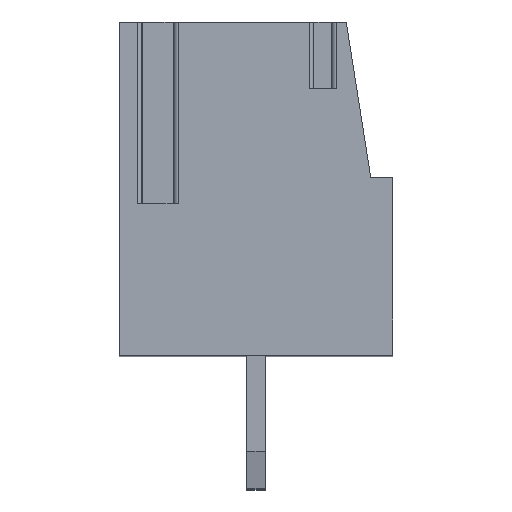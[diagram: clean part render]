
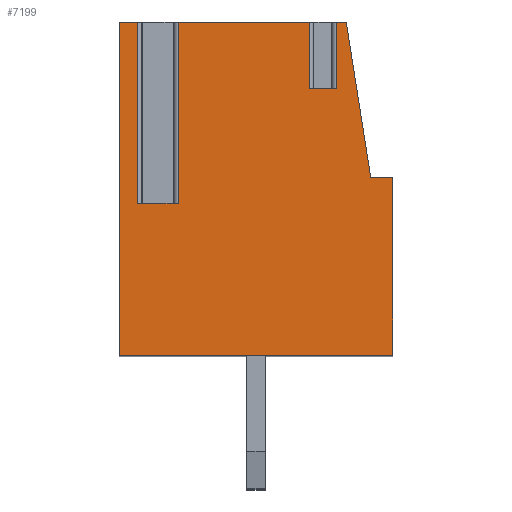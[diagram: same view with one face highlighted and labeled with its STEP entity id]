
A CAD part, top view. The second image highlights one B-rep face of the part: STEP entity #7199.
In plain terms, the highlighted planar face has unit normal (0, 0, 1).
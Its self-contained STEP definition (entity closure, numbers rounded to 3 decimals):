
#2045=DIRECTION('',(0.,1.,0.));
#2046=VECTOR('',#2045,1.8);
#2047=CARTESIAN_POINT('',(1.436,2.4,1.905));
#2048=LINE('',#2047,#2046);
#2049=DIRECTION('',(0.,1.,0.));
#2050=VECTOR('',#2049,1.8);
#2051=CARTESIAN_POINT('',(2.164,2.4,1.905));
#2052=LINE('',#2051,#2050);
#2053=DIRECTION('',(-1.,0.,0.));
#2054=VECTOR('',#2053,0.276);
#2055=CARTESIAN_POINT('',(2.44,4.2,1.905));
#2056=LINE('',#2055,#2054);
#2057=DIRECTION('',(-0.155,0.988,0.));
#2058=VECTOR('',#2057,4.252);
#2059=CARTESIAN_POINT('',(3.1,0.,1.905));
#2060=LINE('',#2059,#2058);
#2061=DIRECTION('',(-1.,0.,0.));
#2062=VECTOR('',#2061,0.6);
#2063=CARTESIAN_POINT('',(3.7,0.,1.905));
#2064=LINE('',#2063,#2062);
#2065=DIRECTION('',(0.,1.,0.));
#2066=VECTOR('',#2065,4.8);
#2067=CARTESIAN_POINT('',(3.7,-4.8,1.905));
#2068=LINE('',#2067,#2066);
#2069=DIRECTION('',(1.,0.,0.));
#2070=VECTOR('',#2069,7.4);
#2071=CARTESIAN_POINT('',(-3.7,-4.8,1.905));
#2072=LINE('',#2071,#2070);
#2073=DIRECTION('',(0.,-1.,0.));
#2074=VECTOR('',#2073,9.);
#2075=CARTESIAN_POINT('',(-3.7,4.2,1.905));
#2076=LINE('',#2075,#2074);
#2077=DIRECTION('',(-1.,0.,0.));
#2078=VECTOR('',#2077,0.504);
#2079=CARTESIAN_POINT('',(-3.196,4.2,1.905));
#2080=LINE('',#2079,#2078);
#2081=DIRECTION('',(0.,1.,0.));
#2082=VECTOR('',#2081,4.9);
#2083=CARTESIAN_POINT('',(-3.196,-0.7,1.905));
#2084=LINE('',#2083,#2082);
#2085=DIRECTION('',(-1.,0.,0.));
#2086=VECTOR('',#2085,1.093);
#2087=CARTESIAN_POINT('',(-2.104,-0.7,1.905));
#2088=LINE('',#2087,#2086);
#2089=DIRECTION('',(0.,1.,0.));
#2090=VECTOR('',#2089,4.9);
#2091=CARTESIAN_POINT('',(-2.104,-0.7,1.905));
#2092=LINE('',#2091,#2090);
#2093=DIRECTION('',(-1.,0.,0.));
#2094=VECTOR('',#2093,3.54);
#2095=CARTESIAN_POINT('',(1.436,4.2,1.905));
#2096=LINE('',#2095,#2094);
#2106=DIRECTION('',(1.,0.,0.));
#2107=VECTOR('',#2106,0.728);
#2108=CARTESIAN_POINT('',(1.436,2.4,1.905));
#2109=LINE('',#2108,#2107);
#3409=CARTESIAN_POINT('',(3.7,0.,1.905));
#3410=CARTESIAN_POINT('',(3.1,0.,1.905));
#3411=VERTEX_POINT('',#3409);
#3412=VERTEX_POINT('',#3410);
#3413=CARTESIAN_POINT('',(2.44,4.2,1.905));
#3414=VERTEX_POINT('',#3413);
#3415=CARTESIAN_POINT('',(-3.7,4.2,1.905));
#3416=CARTESIAN_POINT('',(-3.7,-4.8,1.905));
#3417=VERTEX_POINT('',#3415);
#3418=VERTEX_POINT('',#3416);
#3419=CARTESIAN_POINT('',(3.7,-4.8,1.905));
#3420=VERTEX_POINT('',#3419);
#3429=CARTESIAN_POINT('',(-2.104,-0.7,1.905));
#3430=CARTESIAN_POINT('',(-3.196,-0.7,1.905));
#3431=VERTEX_POINT('',#3429);
#3432=VERTEX_POINT('',#3430);
#3433=CARTESIAN_POINT('',(-3.196,4.2,1.905));
#3434=VERTEX_POINT('',#3433);
#3435=CARTESIAN_POINT('',(-2.104,4.2,1.905));
#3436=VERTEX_POINT('',#3435);
#3441=CARTESIAN_POINT('',(1.436,4.2,1.905));
#3442=VERTEX_POINT('',#3441);
#3444=CARTESIAN_POINT('',(2.164,4.2,1.905));
#3446=VERTEX_POINT('',#3444);
#3509=CARTESIAN_POINT('',(1.436,2.4,1.905));
#3510=VERTEX_POINT('',#3509);
#3512=CARTESIAN_POINT('',(2.164,2.4,1.905));
#3514=VERTEX_POINT('',#3512);
#7168=CARTESIAN_POINT('',(0.,0.,1.905));
#7169=DIRECTION('',(0.,0.,1.));
#7170=DIRECTION('',(1.,0.,0.));
#7171=AXIS2_PLACEMENT_3D('',#7168,#7169,#7170);
#7172=PLANE('',#7171);
#7174=ORIENTED_EDGE('',*,*,#7173,.F.);
#7176=ORIENTED_EDGE('',*,*,#7175,.T.);
#7178=ORIENTED_EDGE('',*,*,#7177,.T.);
#7179=ORIENTED_EDGE('',*,*,#4526,.F.);
#7181=ORIENTED_EDGE('',*,*,#7180,.F.);
#7183=ORIENTED_EDGE('',*,*,#7182,.F.);
#7185=ORIENTED_EDGE('',*,*,#7184,.F.);
#7187=ORIENTED_EDGE('',*,*,#7186,.F.);
#7188=ORIENTED_EDGE('',*,*,#6882,.F.);
#7189=ORIENTED_EDGE('',*,*,#4550,.F.);
#7191=ORIENTED_EDGE('',*,*,#7190,.F.);
#7193=ORIENTED_EDGE('',*,*,#7192,.F.);
#7195=ORIENTED_EDGE('',*,*,#7194,.T.);
#7196=ORIENTED_EDGE('',*,*,#4538,.F.);
#7197=EDGE_LOOP('',(#7174,#7176,#7178,#7179,#7181,#7183,#7185,#7187,#7188,#7189,
#7191,#7193,#7195,#7196));
#7198=FACE_OUTER_BOUND('',#7197,.F.);
#4526=EDGE_CURVE('',#3414,#3446,#2056,.T.);
#4538=EDGE_CURVE('',#3442,#3436,#2096,.T.);
#4550=EDGE_CURVE('',#3434,#3417,#2080,.T.);
#6882=EDGE_CURVE('',#3417,#3418,#2076,.T.);
#7173=EDGE_CURVE('',#3510,#3442,#2048,.T.);
#7175=EDGE_CURVE('',#3510,#3514,#2109,.T.);
#7177=EDGE_CURVE('',#3514,#3446,#2052,.T.);
#7180=EDGE_CURVE('',#3412,#3414,#2060,.T.);
#7182=EDGE_CURVE('',#3411,#3412,#2064,.T.);
#7184=EDGE_CURVE('',#3420,#3411,#2068,.T.);
#7186=EDGE_CURVE('',#3418,#3420,#2072,.T.);
#7190=EDGE_CURVE('',#3432,#3434,#2084,.T.);
#7192=EDGE_CURVE('',#3431,#3432,#2088,.T.);
#7194=EDGE_CURVE('',#3431,#3436,#2092,.T.);
#7199=ADVANCED_FACE('',(#7198),#7172,.T.);
